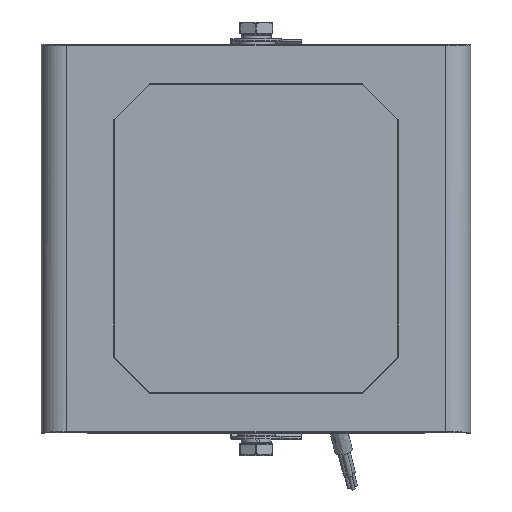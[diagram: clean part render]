
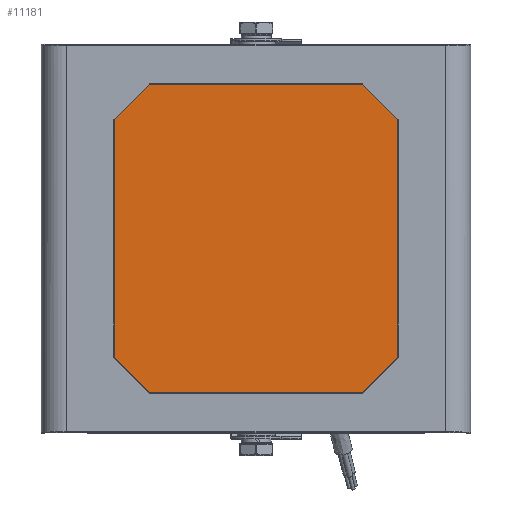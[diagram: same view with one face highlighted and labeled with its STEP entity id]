
A CAD part, top view. The second image highlights one B-rep face of the part: STEP entity #11181.
In plain terms, the highlighted planar face has unit normal (0, 0, 1).
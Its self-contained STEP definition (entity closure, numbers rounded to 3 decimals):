
#6648=FACE_OUTER_BOUND('',#22146,.T.);
#11181=ADVANCED_FACE('',(#6648),#15881,.T.);
#15881=PLANE('',#75949);
#22146=EDGE_LOOP('',(#27882,#27883,#27884,#27885,#27886,#27887,#27888,#27889));
#27882=ORIENTED_EDGE('',*,*,#55129,.T.);
#27883=ORIENTED_EDGE('',*,*,#55135,.T.);
#27884=ORIENTED_EDGE('',*,*,#55131,.T.);
#27885=ORIENTED_EDGE('',*,*,#55136,.T.);
#27886=ORIENTED_EDGE('',*,*,#55119,.T.);
#27887=ORIENTED_EDGE('',*,*,#55137,.T.);
#27888=ORIENTED_EDGE('',*,*,#55125,.T.);
#27889=ORIENTED_EDGE('',*,*,#55138,.T.);
#48533=VERTEX_POINT('',#107681);
#48534=VERTEX_POINT('',#107682);
#48539=VERTEX_POINT('',#107693);
#48540=VERTEX_POINT('',#107695);
#48543=VERTEX_POINT('',#107702);
#48544=VERTEX_POINT('',#107704);
#48545=VERTEX_POINT('',#107708);
#48546=VERTEX_POINT('',#107709);
#55119=EDGE_CURVE('',#48533,#48534,#65486,.T.);
#55125=EDGE_CURVE('',#48540,#48539,#65492,.T.);
#55129=EDGE_CURVE('',#48544,#48543,#65496,.T.);
#55131=EDGE_CURVE('',#48545,#48546,#65498,.T.);
#55135=EDGE_CURVE('',#48543,#48545,#65502,.T.);
#55136=EDGE_CURVE('',#48546,#48533,#65503,.T.);
#55137=EDGE_CURVE('',#48534,#48540,#65504,.T.);
#55138=EDGE_CURVE('',#48539,#48544,#65505,.T.);
#65486=LINE('',#107680,#70408);
#65492=LINE('',#107694,#70414);
#65496=LINE('',#107703,#70418);
#65498=LINE('',#107707,#70420);
#65502=LINE('',#107716,#70424);
#65503=LINE('',#107717,#70425);
#65504=LINE('',#107718,#70426);
#65505=LINE('',#107719,#70427);
#70408=VECTOR('',#84976,1.);
#70414=VECTOR('',#84984,1.);
#70418=VECTOR('',#84990,1.);
#70420=VECTOR('',#84994,1.);
#70424=VECTOR('',#85000,1.);
#70425=VECTOR('',#85001,1.);
#70426=VECTOR('',#85002,1.);
#70427=VECTOR('',#85003,1.);
#75949=AXIS2_PLACEMENT_3D('',#107720,#85004,#85005);
#84976=DIRECTION('',(0.,-1.,0.));
#84984=DIRECTION('',(1.,0.,0.));
#84990=DIRECTION('',(0.,1.,0.));
#84994=DIRECTION('',(-1.,0.,0.));
#85000=DIRECTION('',(-0.707,0.707,0.));
#85001=DIRECTION('',(-0.707,-0.707,0.));
#85002=DIRECTION('',(0.707,-0.707,0.));
#85003=DIRECTION('',(0.707,0.707,0.));
#85004=DIRECTION('',(0.,0.,1.));
#85005=DIRECTION('',(1.,0.,0.));
#107680=CARTESIAN_POINT('',(-59.,64.,0.1));
#107681=CARTESIAN_POINT('',(-59.,48.,0.1));
#107682=CARTESIAN_POINT('',(-59.,-48.,0.1));
#107693=CARTESIAN_POINT('',(43.,-64.,0.1));
#107694=CARTESIAN_POINT('',(-59.,-64.,0.1));
#107695=CARTESIAN_POINT('',(-43.,-64.,0.1));
#107702=CARTESIAN_POINT('',(59.,48.,0.1));
#107703=CARTESIAN_POINT('',(59.,-64.,0.1));
#107704=CARTESIAN_POINT('',(59.,-48.,0.1));
#107707=CARTESIAN_POINT('',(59.,64.,0.1));
#107708=CARTESIAN_POINT('',(43.,64.,0.1));
#107709=CARTESIAN_POINT('',(-43.,64.,0.1));
#107716=CARTESIAN_POINT('',(53.5,53.5,0.1));
#107717=CARTESIAN_POINT('',(-53.5,53.5,0.1));
#107718=CARTESIAN_POINT('',(-53.5,-53.5,0.1));
#107719=CARTESIAN_POINT('',(53.5,-53.5,0.1));
#107720=CARTESIAN_POINT('',(0.,0.,0.1));
